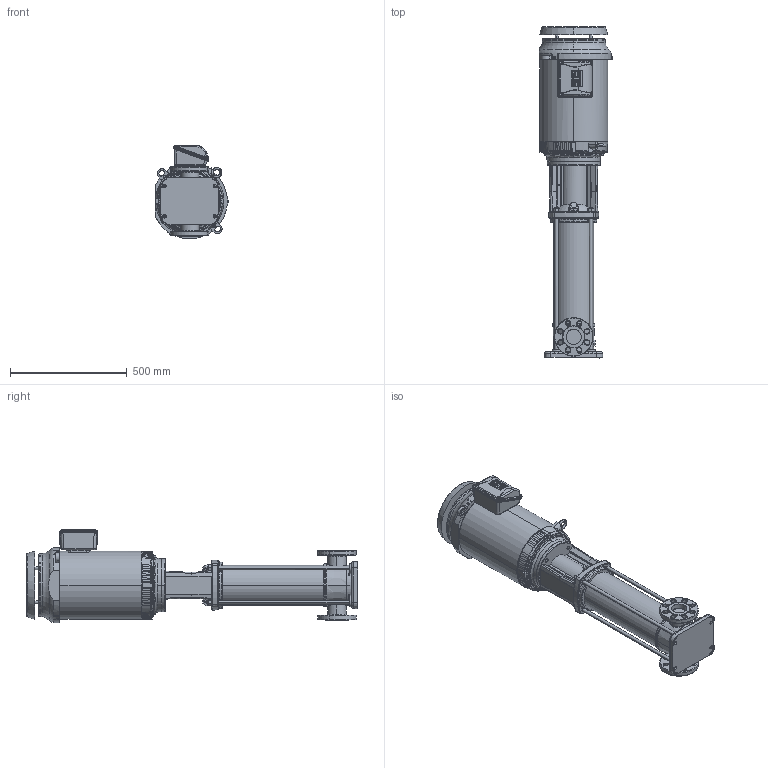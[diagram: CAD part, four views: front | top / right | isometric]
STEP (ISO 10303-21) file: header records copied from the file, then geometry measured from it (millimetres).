
FILE_DESCRIPTION (( 'STEP AP203' ), '1' );
FILE_NAME ('3303079 - MVI-75-10-20 HP-254TC-304-E-230_460~3.step', '2022-03-30T17:06:24', ( '' ), ( '' ), 'SwSTEP 2.0', 'SolidWorks 2021', '' );
FILE_SCHEMA (( 'CONFIG_CONTROL_DESIGN' ));
Length unit declared in the file: inch
Products named in the file (5): MVI PEO - [304-EPDM]_3304079 - MVI-75-10-20 HP-254TC-304-E-S; sbi_n_15-10_flange(NEMA); 3303079 - MVI-75-10-20 HP-254TC-304-E-230_460~3; TEFC MOTOR_2700102 - NEMA V2 20 HP 254_6TC 208-230_460~3 TEFC; 2700102 - NEMA V2 20 HP 254_6TC 208-230_460~3 TEFC
Assembly tree (4 placements, depth 3):
  3303079 - MVI-75-10-20 HP-254TC-304-E-230_460~3
    MVI PEO - [304-EPDM]_3304079 - MVI-75-10-20 HP-254TC-304-E-S
      sbi_n_15-10_flange(NEMA)
    TEFC MOTOR_2700102 - NEMA V2 20 HP 254_6TC 208-230_460~3 TEFC
      2700102 - NEMA V2 20 HP 254_6TC 208-230_460~3 TEFC
Bounding box: 315.14 x 1422.84 x 400.99 mm (x, y, z)
Volume: 59018296.3 mm3; surface area: 2004403.7 mm2
Topology: 4 solids, 26 shells, 6152 faces, 16365 edges, 10734 vertices
Faces by surface type: plane 2923, cylinder 2301, bspline 484, cone 320, torus 121, sphere 3
Entity records: 241524 total; most frequent: CARTESIAN_POINT 90451, ORIENTED_EDGE 32668, DIRECTION 29907, EDGE_CURVE 16334, VERTEX_POINT 10734, AXIS2_PLACEMENT_3D 10552, VECTOR 8803, LINE 8803
